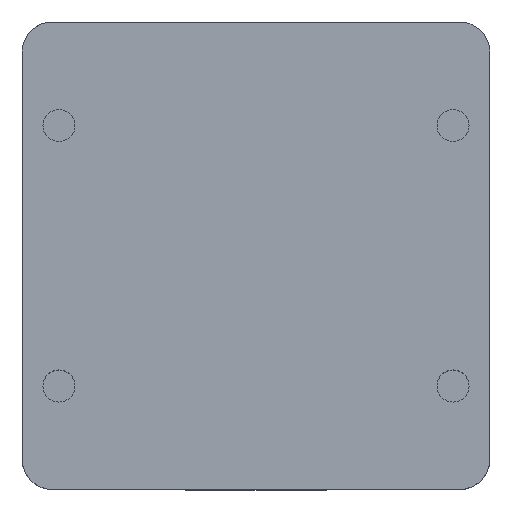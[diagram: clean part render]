
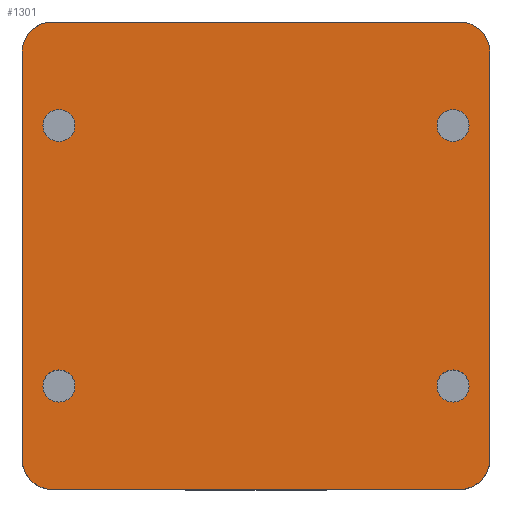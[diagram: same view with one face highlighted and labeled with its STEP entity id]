
A CAD part, top view. The second image highlights one B-rep face of the part: STEP entity #1301.
In plain terms, the highlighted planar face has unit normal (0, 0, 1).
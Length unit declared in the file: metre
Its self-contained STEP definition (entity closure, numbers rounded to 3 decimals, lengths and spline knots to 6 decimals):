
#32=CIRCLE('',#1391,0.0024);
#33=CIRCLE('',#1392,0.0024);
#34=CIRCLE('',#1393,0.0024);
#35=CIRCLE('',#1394,0.0024);
#36=CIRCLE('',#1395,0.0045);
#37=CIRCLE('',#1396,0.0045);
#38=CIRCLE('',#1397,0.0045);
#39=CIRCLE('',#1398,0.0045);
#136=ORIENTED_EDGE('',*,*,#504,.T.);
#137=ORIENTED_EDGE('',*,*,#505,.T.);
#138=ORIENTED_EDGE('',*,*,#506,.T.);
#139=ORIENTED_EDGE('',*,*,#507,.T.);
#140=ORIENTED_EDGE('',*,*,#422,.F.);
#141=ORIENTED_EDGE('',*,*,#508,.T.);
#142=ORIENTED_EDGE('',*,*,#496,.T.);
#143=ORIENTED_EDGE('',*,*,#509,.T.);
#144=ORIENTED_EDGE('',*,*,#456,.T.);
#145=ORIENTED_EDGE('',*,*,#510,.T.);
#146=ORIENTED_EDGE('',*,*,#502,.F.);
#147=ORIENTED_EDGE('',*,*,#511,.T.);
#422=EDGE_CURVE('',#606,#607,#730,.T.);
#456=EDGE_CURVE('',#640,#641,#764,.T.);
#496=EDGE_CURVE('',#680,#681,#804,.T.);
#502=EDGE_CURVE('',#686,#687,#810,.T.);
#504=EDGE_CURVE('',#688,#688,#32,.T.);
#505=EDGE_CURVE('',#689,#689,#33,.T.);
#506=EDGE_CURVE('',#690,#690,#34,.T.);
#507=EDGE_CURVE('',#691,#691,#35,.T.);
#508=EDGE_CURVE('',#606,#680,#36,.T.);
#509=EDGE_CURVE('',#681,#640,#37,.T.);
#510=EDGE_CURVE('',#641,#687,#38,.T.);
#511=EDGE_CURVE('',#686,#607,#39,.T.);
#606=VERTEX_POINT('',#1861);
#607=VERTEX_POINT('',#1863);
#640=VERTEX_POINT('',#1931);
#641=VERTEX_POINT('',#1932);
#680=VERTEX_POINT('',#2013);
#681=VERTEX_POINT('',#2014);
#686=VERTEX_POINT('',#2025);
#687=VERTEX_POINT('',#2027);
#688=VERTEX_POINT('',#2031);
#689=VERTEX_POINT('',#2033);
#690=VERTEX_POINT('',#2035);
#691=VERTEX_POINT('',#2037);
#730=LINE('',#1862,#886);
#764=LINE('',#1930,#920);
#804=LINE('',#2012,#960);
#810=LINE('',#2026,#966);
#886=VECTOR('',#1495,1.);
#920=VECTOR('',#1531,1.);
#960=VECTOR('',#1575,1.);
#966=VECTOR('',#1583,1.);
#1047=EDGE_LOOP('',(#136));
#1048=EDGE_LOOP('',(#137));
#1049=EDGE_LOOP('',(#138));
#1050=EDGE_LOOP('',(#139));
#1051=EDGE_LOOP('',(#140,#141,#142,#143,#144,#145,#146,#147));
#1143=FACE_BOUND('',#1047,.T.);
#1144=FACE_BOUND('',#1048,.T.);
#1145=FACE_BOUND('',#1049,.T.);
#1146=FACE_BOUND('',#1050,.T.);
#1147=FACE_BOUND('',#1051,.T.);
#1237=PLANE('',#1390);
#1301=ADVANCED_FACE('',(#1143,#1144,#1145,#1146,#1147),#1237,.T.);
#1390=AXIS2_PLACEMENT_3D('',#2029,#1585,#1586);
#1391=AXIS2_PLACEMENT_3D('',#2030,#1587,#1588);
#1392=AXIS2_PLACEMENT_3D('',#2032,#1589,#1590);
#1393=AXIS2_PLACEMENT_3D('',#2034,#1591,#1592);
#1394=AXIS2_PLACEMENT_3D('',#2036,#1593,#1594);
#1395=AXIS2_PLACEMENT_3D('',#2038,#1595,#1596);
#1396=AXIS2_PLACEMENT_3D('',#2039,#1597,#1598);
#1397=AXIS2_PLACEMENT_3D('',#2040,#1599,#1600);
#1398=AXIS2_PLACEMENT_3D('',#2041,#1601,#1602);
#1495=DIRECTION('',(-1.,0.,0.));
#1531=DIRECTION('',(-1.,0.,0.));
#1575=DIRECTION('',(0.,1.,0.));
#1583=DIRECTION('',(0.,1.,0.));
#1585=DIRECTION('',(0.,0.,1.));
#1586=DIRECTION('',(1.,0.,0.));
#1587=DIRECTION('',(0.,0.,-1.));
#1588=DIRECTION('',(-1.,0.,0.));
#1589=DIRECTION('',(0.,0.,-1.));
#1590=DIRECTION('',(-1.,0.,0.));
#1591=DIRECTION('',(0.,0.,-1.));
#1592=DIRECTION('',(-1.,0.,0.));
#1593=DIRECTION('',(0.,0.,-1.));
#1594=DIRECTION('',(-1.,0.,0.));
#1595=DIRECTION('',(0.,0.,1.));
#1596=DIRECTION('',(1.,0.,0.));
#1597=DIRECTION('',(0.,0.,1.));
#1598=DIRECTION('',(1.,0.,0.));
#1599=DIRECTION('',(0.,0.,1.));
#1600=DIRECTION('',(1.,0.,0.));
#1601=DIRECTION('',(0.,0.,1.));
#1602=DIRECTION('',(1.,0.,0.));
#1861=CARTESIAN_POINT('',(0.0305,-0.035,0.01));
#1862=CARTESIAN_POINT('',(0.,-0.035,0.01));
#1863=CARTESIAN_POINT('',(-0.0305,-0.035,0.01));
#1930=CARTESIAN_POINT('',(0.,0.035,0.01));
#1931=CARTESIAN_POINT('',(0.0305,0.035,0.01));
#1932=CARTESIAN_POINT('',(-0.0305,0.035,0.01));
#2012=CARTESIAN_POINT('',(0.035,0.,0.01));
#2013=CARTESIAN_POINT('',(0.035,-0.0305,0.01));
#2014=CARTESIAN_POINT('',(0.035,0.0305,0.01));
#2025=CARTESIAN_POINT('',(-0.035,-0.0305,0.01));
#2026=CARTESIAN_POINT('',(-0.035,0.,0.01));
#2027=CARTESIAN_POINT('',(-0.035,0.0305,0.01));
#2029=CARTESIAN_POINT('',(0.,0.,0.01));
#2030=CARTESIAN_POINT('',(0.0295,0.0195,0.01));
#2031=CARTESIAN_POINT('',(0.0271,0.0195,0.01));
#2032=CARTESIAN_POINT('',(-0.0295,-0.0195,0.01));
#2033=CARTESIAN_POINT('',(-0.0319,-0.0195,0.01));
#2034=CARTESIAN_POINT('',(0.0295,-0.0195,0.01));
#2035=CARTESIAN_POINT('',(0.0271,-0.0195,0.01));
#2036=CARTESIAN_POINT('',(-0.0295,0.0195,0.01));
#2037=CARTESIAN_POINT('',(-0.0319,0.0195,0.01));
#2038=CARTESIAN_POINT('',(0.0305,-0.0305,0.01));
#2039=CARTESIAN_POINT('',(0.0305,0.0305,0.01));
#2040=CARTESIAN_POINT('',(-0.0305,0.0305,0.01));
#2041=CARTESIAN_POINT('',(-0.0305,-0.0305,0.01));
